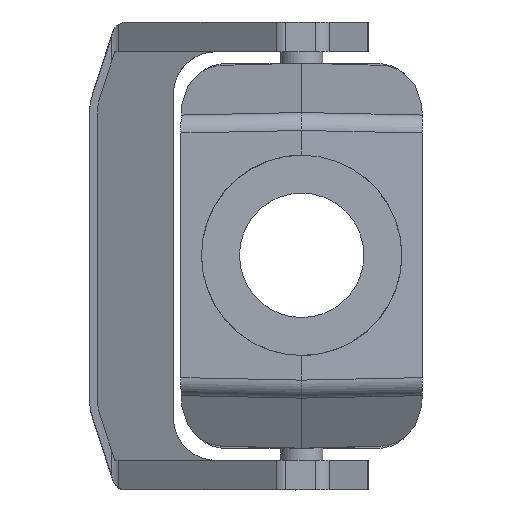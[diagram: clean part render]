
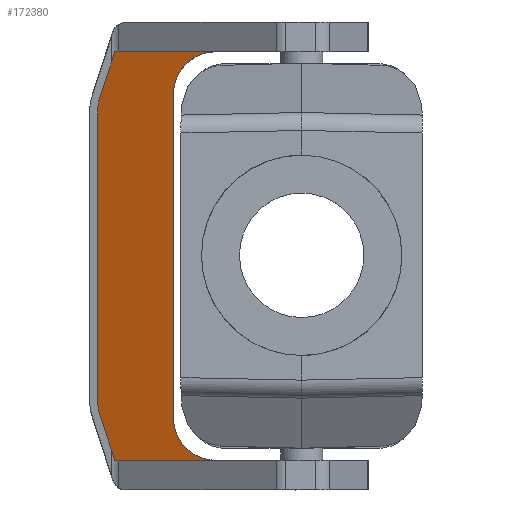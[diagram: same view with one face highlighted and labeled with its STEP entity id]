
A CAD part, top view. The second image highlights one B-rep face of the part: STEP entity #172380.
In plain terms, the highlighted face is planar.
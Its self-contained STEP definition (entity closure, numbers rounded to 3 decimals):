
#88360=CARTESIAN_POINT('',(30.75,30.968,
24.371));
#88370=VERTEX_POINT('',#88360);
#88400=CARTESIAN_POINT('',(30.75,27.248,
16.366));
#88410=DIRECTION('',(0.,0.907,
-0.421));
#88420=DIRECTION('',(0.,-0.421,
-0.907));
#88430=AXIS2_PLACEMENT_3D('',#88400,#88410,#88420);
#88440=ELLIPSE('',#88430,8.827,8.);
#88450=CARTESIAN_POINT('',(38.75,27.248,
16.366));
#88460=VERTEX_POINT('',#88450);
#88470=EDGE_CURVE('',#88370,#88460,#88440,.T.);
#156330=CARTESIAN_POINT('',(-38.75,36.149,
35.521));
#156340=VERTEX_POINT('',#156330);
#156370=CARTESIAN_POINT('',(-38.75,25.239,
12.043));
#156380=DIRECTION('',(0.,-0.421,
-0.907));
#156390=VECTOR('',#156380,1.);
#156400=LINE('',#156370,#156390);
#156410=CARTESIAN_POINT('',(-38.75,27.248,
16.367));
#156420=VERTEX_POINT('',#156410);
#156430=EDGE_CURVE('',#156340,#156420,#156400,.T.);
#160910=CARTESIAN_POINT('',(-30.247,37.434,
38.286));
#160920=VERTEX_POINT('',#160910);
#160950=CARTESIAN_POINT('',(-43.9,35.371,
33.847));
#160960=DIRECTION('',(0.941,0.142,
0.306));
#160970=VECTOR('',#160960,1.);
#160980=LINE('',#160950,#160970);
#160990=EDGE_CURVE('',#156340,#160920,#160980,.T.);
#161230=CARTESIAN_POINT('',(-27.126,37.664,
38.78));
#161240=VERTEX_POINT('',#161230);
#161270=CARTESIAN_POINT('',(-27.126,32.967,
28.674));
#161280=DIRECTION('',(0.,-0.907,
0.421));
#161290=DIRECTION('',(0.,-0.421,
-0.907));
#161300=AXIS2_PLACEMENT_3D('',#161270,#161280,#161290);
#161310=ELLIPSE('',#161300,11.144,10.1);
#161320=EDGE_CURVE('',#161240,#160920,#161310,.T.);
#171360=CARTESIAN_POINT('',(27.127,37.664,
38.78));
#171370=VERTEX_POINT('',#171360);
#171400=CARTESIAN_POINT('',(-44.35,37.664,
38.78));
#171410=DIRECTION('',(1.,0.,
0.));
#171420=VECTOR('',#171410,1.);
#171430=LINE('',#171400,#171420);
#171440=EDGE_CURVE('',#161240,#171370,#171430,.T.);
#171680=CARTESIAN_POINT('',(38.75,36.149,
35.521));
#171690=VERTEX_POINT('',#171680);
#171720=CARTESIAN_POINT('',(-44.35,48.705,
62.54));
#171730=DIRECTION('',(-0.941,0.142,
0.306));
#171740=VECTOR('',#171730,1.);
#171750=LINE('',#171720,#171740);
#171760=CARTESIAN_POINT('',(30.248,37.434,
38.285));
#171770=VERTEX_POINT('',#171760);
#171780=EDGE_CURVE('',#171690,#171770,#171750,.T.);
#171970=CARTESIAN_POINT('',(13.047,31.666,
25.872));
#171980=DIRECTION('',(0.,-0.907,
0.421));
#171990=DIRECTION('',(-1.,0.,
0.));
#172000=AXIS2_PLACEMENT_3D('',#171970,#171980,#171990);
#172010=PLANE('',#172000);
#172020=CARTESIAN_POINT('',(27.127,32.967,
28.674));
#172030=DIRECTION('',(0.,-0.907,
0.421));
#172040=DIRECTION('',(0.,-0.421,
-0.907));
#172050=AXIS2_PLACEMENT_3D('',#172020,#172030,#172040);
#172060=ELLIPSE('',#172050,11.144,10.1);
#172070=EDGE_CURVE('',#171770,#171370,#172060,.T.);
#172080=ORIENTED_EDGE('',*,*,#172070,.T.);
#172090=ORIENTED_EDGE('',*,*,#171780,.T.);
#172100=CARTESIAN_POINT('',(38.75,25.239,
12.043));
#172110=DIRECTION('',(0.,0.421,
0.907));
#172120=VECTOR('',#172110,1.);
#172130=LINE('',#172100,#172120);
#172140=EDGE_CURVE('',#88460,#171690,#172130,.T.);
#172150=ORIENTED_EDGE('',*,*,#172140,.T.);
#172160=ORIENTED_EDGE('',*,*,#88470,.T.);
#172170=CARTESIAN_POINT('',(-37.9,30.968,
24.372));
#172180=DIRECTION('',(1.,0.,
0.));
#172190=VECTOR('',#172180,1.);
#172200=LINE('',#172170,#172190);
#172210=CARTESIAN_POINT('',(-30.75,30.968,
24.372));
#172220=VERTEX_POINT('',#172210);
#172230=EDGE_CURVE('',#172220,#88370,#172200,.T.);
#172240=ORIENTED_EDGE('',*,*,#172230,.T.);
#172250=CARTESIAN_POINT('',(-30.75,27.248,
16.367));
#172260=DIRECTION('',(0.,-0.907,
0.421));
#172270=DIRECTION('',(0.,-0.421,
-0.907));
#172280=AXIS2_PLACEMENT_3D('',#172250,#172260,#172270);
#172290=ELLIPSE('',#172280,8.827,8.);
#172300=EDGE_CURVE('',#172220,#156420,#172290,.T.);
#172310=ORIENTED_EDGE('',*,*,#172300,.F.);
#172320=ORIENTED_EDGE('',*,*,#156430,.T.);
#172330=ORIENTED_EDGE('',*,*,#160990,.F.);
#172340=ORIENTED_EDGE('',*,*,#161320,.T.);
#172350=ORIENTED_EDGE('',*,*,#171440,.F.);
#172360=EDGE_LOOP('',(#172350,#172340,#172330,#172320,#172310,#172240,
#172160,#172150,#172090,#172080));
#172370=FACE_OUTER_BOUND('',#172360,.T.);
#172380=ADVANCED_FACE('',(#172370),#172010,.T.);
